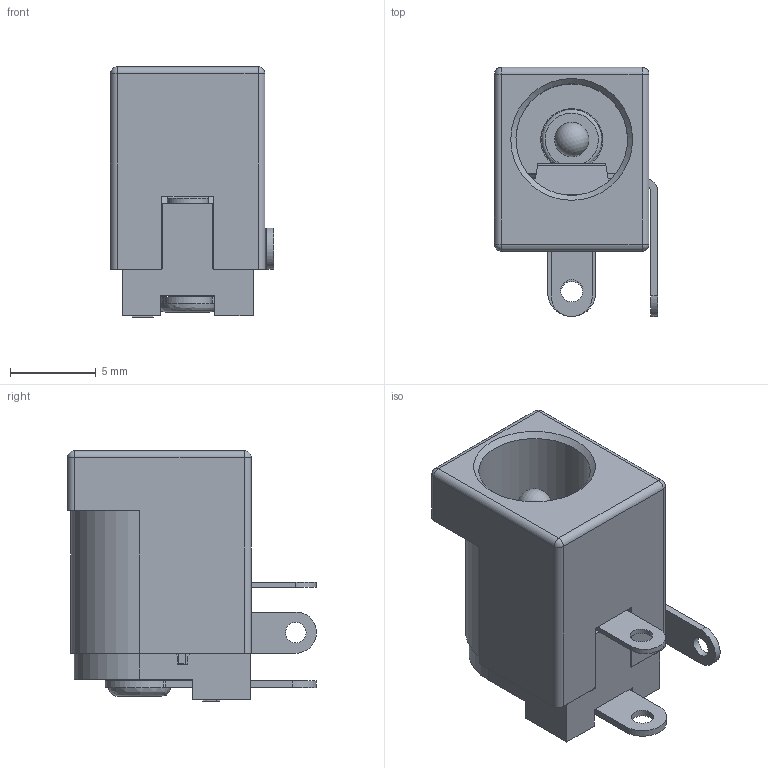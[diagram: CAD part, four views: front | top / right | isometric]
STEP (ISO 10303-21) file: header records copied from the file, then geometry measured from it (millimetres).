
FILE_DESCRIPTION(('FreeCAD Model'),'2;1');
FILE_NAME('Open CASCADE Shape Model','2021-12-06T23:25:15',('Author'),( ''),'Open CASCADE STEP processor 7.5','FreeCAD','Unknown');
FILE_SCHEMA(('AUTOMOTIVE_DESIGN { 1 0 10303 214 1 1 1 1 }'));
Length unit declared in the file: millimetre
Products named in the file (1): DCD-020-04PA
Bounding box: 9.5 x 14.5 x 14.6 mm (x, y, z)
Volume: 726.6 mm3; surface area: 1612.1 mm2
Topology: 3 solids, 5 shells, 260 faces, 2174 edges, 6212 vertices
Faces by surface type: plane 167, cylinder 70, bspline 12, sphere 5, cone 4, revolution 2
Full cylindrical faces by diameter (mm): 1.2 x1, 1.3 x2, 1.4 x1, 2 x3, 2.05 x1, 2.061 x2, 3.5 x1, 3.62 x1, 6.5 x1
Entity records: 30479 total; most frequent: CARTESIAN_POINT 10485, DIRECTION 2902, LINE 1554, VECTOR 1554, GEOMETRIC_CURVE_SET 1448, ORIENTED_EDGE 1440, TRIMMED_CURVE 1440, PRESENTATION_STYLE_ASSIGNMENT 736
